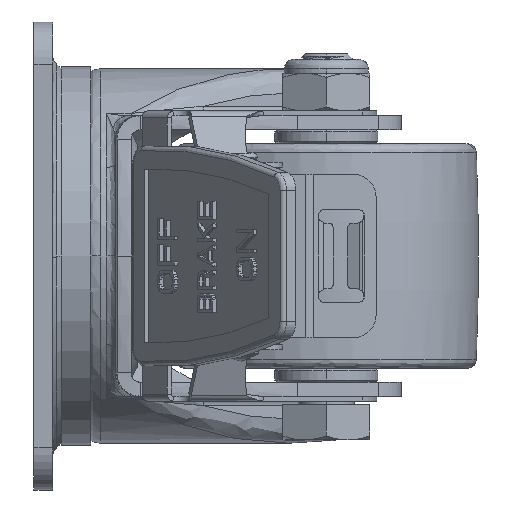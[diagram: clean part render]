
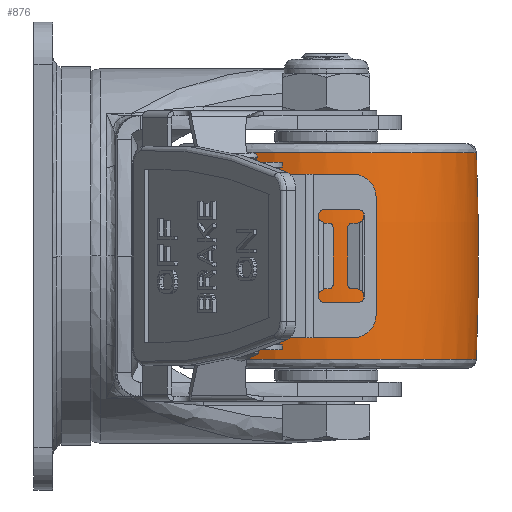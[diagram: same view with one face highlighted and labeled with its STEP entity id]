
A CAD part, left-side view. The second image highlights one B-rep face of the part: STEP entity #876.
In plain terms, the highlighted toroidal (fillet/blend) face has major radius 543.75 mm and minor radius 576.25 mm.
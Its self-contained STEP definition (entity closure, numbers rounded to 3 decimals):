
#876 = ADVANCED_FACE ( 'NONE', ( #15399 ), #40891, .T. ) ;
#2090 = CARTESIAN_POINT ( 'NONE',  ( -20., -18.223, -22.077 ) ) ;
#2980 = DIRECTION ( 'NONE',  ( -1., 0., 0. ) ) ;
#4115 = AXIS2_PLACEMENT_3D ( 'NONE', #20635, #24588, #25093 ) ;
#4145 = DIRECTION ( 'NONE',  ( 0., 0., -1. ) ) ;
#4649 = VERTEX_POINT ( 'NONE', #2090 ) ;
#4727 = ORIENTED_EDGE ( 'NONE', *, *, #6378, .T. ) ;
#5226 = EDGE_CURVE ( 'NONE', #19918, #4649, #35580, .T. ) ;
#6378 = EDGE_CURVE ( 'NONE', #13267, #19918, #19717, .T. ) ;
#6575 = AXIS2_PLACEMENT_3D ( 'NONE', #28248, #44219, #8351 ) ;
#8174 = CARTESIAN_POINT ( 'NONE',  ( -20., -50.3, 22.077 ) ) ;
#8351 = DIRECTION ( 'NONE',  ( 0.063, -0.998, 0. ) ) ;
#10138 = AXIS2_PLACEMENT_3D ( 'NONE', #51787, #15377, #4145 ) ;
#10897 = ORIENTED_EDGE ( 'NONE', *, *, #5226, .T. ) ;
#10911 = DIRECTION ( 'NONE',  ( 0.063, -0.998, 0. ) ) ;
#13267 = VERTEX_POINT ( 'NONE', #49759 ) ;
#13634 = ORIENTED_EDGE ( 'NONE', *, *, #17578, .T. ) ;
#15377 = DIRECTION ( 'NONE',  ( 1., 0., 0. ) ) ;
#15399 = FACE_OUTER_BOUND ( 'NONE', #39976, .T. ) ;
#15773 = CIRCLE ( 'NONE', #39248, 32.077 ) ;
#17578 = EDGE_CURVE ( 'NONE', #18304, #13267, #24971, .T. ) ;
#17792 = EDGE_CURVE ( 'NONE', #4649, #20813, #15773, .T. ) ;
#18304 = VERTEX_POINT ( 'NONE', #37993 ) ;
#18923 = DIRECTION ( 'NONE',  ( 0., 0., 1. ) ) ;
#19717 = CIRCLE ( 'NONE', #39772, 32.077 ) ;
#19918 = VERTEX_POINT ( 'NONE', #30662 ) ;
#20635 = CARTESIAN_POINT ( 'NONE',  ( -20., -50.3, 0. ) ) ;
#20813 = VERTEX_POINT ( 'NONE', #37744 ) ;
#20835 = ORIENTED_EDGE ( 'NONE', *, *, #17792, .T. ) ;
#22199 = CARTESIAN_POINT ( 'NONE',  ( -20., -50.3, -22.077 ) ) ;
#24588 = DIRECTION ( 'NONE',  ( 0., 0., -1. ) ) ;
#24883 = EDGE_CURVE ( 'NONE', #20813, #51573, #37012, .T. ) ;
#24971 = CIRCLE ( 'NONE', #6575, 32.077 ) ;
#25093 = DIRECTION ( 'NONE',  ( 0., 1., 0. ) ) ;
#27210 = AXIS2_PLACEMENT_3D ( 'NONE', #34403, #2980, #18923 ) ;
#28248 = CARTESIAN_POINT ( 'NONE',  ( -20., -50.3, 22.077 ) ) ;
#30662 = CARTESIAN_POINT ( 'NONE',  ( -20., -18.223, 22.077 ) ) ;
#30719 = DIRECTION ( 'NONE',  ( 0.063, -0.998, 0. ) ) ;
#32271 = DIRECTION ( 'NONE',  ( 0.063, -0.998, 0. ) ) ;
#32717 = CIRCLE ( 'NONE', #10138, 576.25 ) ;
#34403 = CARTESIAN_POINT ( 'NONE',  ( -20., -594.05, 0. ) ) ;
#34885 = ORIENTED_EDGE ( 'NONE', *, *, #24883, .T. ) ;
#35419 = DIRECTION ( 'NONE',  ( 0., 0., -1. ) ) ;
#35580 = CIRCLE ( 'NONE', #27210, 576.25 ) ;
#37012 = CIRCLE ( 'NONE', #50381, 32.077 ) ;
#37647 = EDGE_CURVE ( 'NONE', #18304, #51573, #32717, .T. ) ;
#37744 = CARTESIAN_POINT ( 'NONE',  ( -20.157, -18.223, -22.077 ) ) ;
#37993 = CARTESIAN_POINT ( 'NONE',  ( -20., -82.377, 22.077 ) ) ;
#39091 = CARTESIAN_POINT ( 'NONE',  ( -20., -50.3, -22.077 ) ) ;
#39248 = AXIS2_PLACEMENT_3D ( 'NONE', #22199, #50721, #10911 ) ;
#39772 = AXIS2_PLACEMENT_3D ( 'NONE', #8174, #35419, #32271 ) ;
#39976 = EDGE_LOOP ( 'NONE', ( #40614, #13634, #4727, #10897, #20835, #34885 ) ) ;
#40614 = ORIENTED_EDGE ( 'NONE', *, *, #37647, .F. ) ;
#40891 = TOROIDAL_SURFACE ( 'NONE', #4115, -543.75, 576.25 ) ;
#43026 = DIRECTION ( 'NONE',  ( 0., 0., 1. ) ) ;
#44219 = DIRECTION ( 'NONE',  ( 0., 0., -1. ) ) ;
#44896 = CARTESIAN_POINT ( 'NONE',  ( -20., -82.377, -22.077 ) ) ;
#49759 = CARTESIAN_POINT ( 'NONE',  ( -20.224, -82.376, 22.077 ) ) ;
#50381 = AXIS2_PLACEMENT_3D ( 'NONE', #39091, #43026, #30719 ) ;
#50721 = DIRECTION ( 'NONE',  ( 0., 0., 1. ) ) ;
#51573 = VERTEX_POINT ( 'NONE', #44896 ) ;
#51787 = CARTESIAN_POINT ( 'NONE',  ( -20., 493.45, 0. ) ) ;
